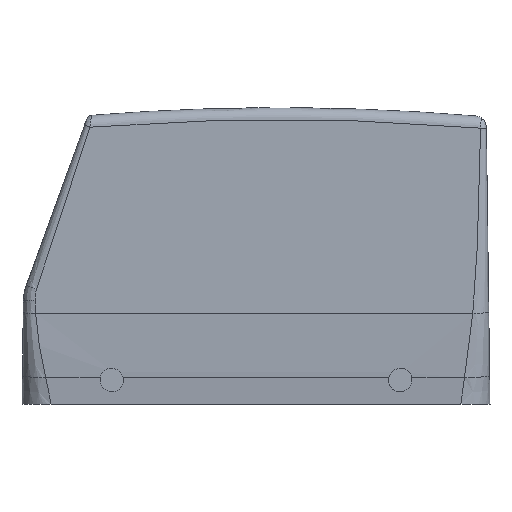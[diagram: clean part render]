
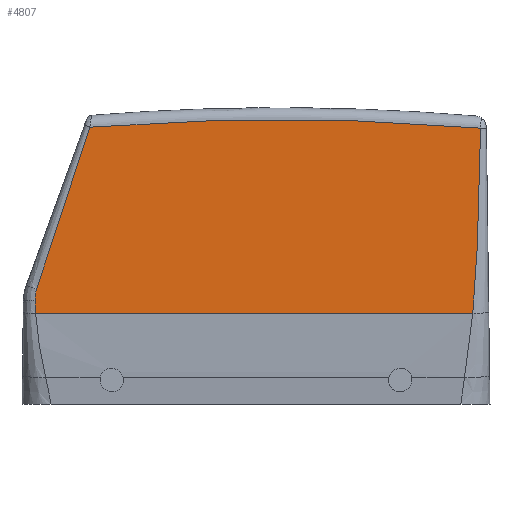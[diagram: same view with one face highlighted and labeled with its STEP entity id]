
A CAD part, left-side view. The second image highlights one B-rep face of the part: STEP entity #4807.
In plain terms, the highlighted planar face has unit normal (-1, 0, 0).
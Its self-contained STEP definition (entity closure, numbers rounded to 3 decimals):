
#4736=AXIS2_PLACEMENT_3D('Circle Axis2P3D',#4734,#4735,$) ;
#4764=AXIS2_PLACEMENT_3D('Plane Axis2P3D',#4761,#4762,#4763) ;
#3040=CARTESIAN_POINT('Vertex',(6.75,2.422,70.768)) ;
#3339=CARTESIAN_POINT('Vertex',(6.75,4.416,23.338)) ;
#3343=CARTESIAN_POINT('Control Point',(6.75,2.422,70.768)) ;
#3344=CARTESIAN_POINT('Control Point',(6.75,2.424,70.65)) ;
#3345=CARTESIAN_POINT('Control Point',(6.75,2.426,70.525)) ;
#3346=CARTESIAN_POINT('Control Point',(6.75,2.43,70.267)) ;
#3347=CARTESIAN_POINT('Control Point',(6.75,2.435,70.)) ;
#3348=CARTESIAN_POINT('Control Point',(6.75,2.439,69.732)) ;
#3349=CARTESIAN_POINT('Control Point',(6.75,2.442,69.583)) ;
#3350=CARTESIAN_POINT('Control Point',(6.75,2.449,69.135)) ;
#3351=CARTESIAN_POINT('Control Point',(6.75,2.457,68.688)) ;
#3352=CARTESIAN_POINT('Control Point',(6.75,2.462,68.389)) ;
#3353=CARTESIAN_POINT('Control Point',(6.75,2.477,67.494)) ;
#3354=CARTESIAN_POINT('Control Point',(6.75,2.494,66.599)) ;
#3355=CARTESIAN_POINT('Control Point',(6.75,2.505,66.002)) ;
#3356=CARTESIAN_POINT('Control Point',(6.75,2.539,64.212)) ;
#3357=CARTESIAN_POINT('Control Point',(6.75,2.577,62.423)) ;
#3358=CARTESIAN_POINT('Control Point',(6.75,2.603,61.23)) ;
#3359=CARTESIAN_POINT('Control Point',(6.75,2.683,57.853)) ;
#3360=CARTESIAN_POINT('Control Point',(6.75,2.774,54.477)) ;
#3361=CARTESIAN_POINT('Control Point',(6.75,2.838,52.294)) ;
#3362=CARTESIAN_POINT('Control Point',(6.75,2.974,47.929)) ;
#3363=CARTESIAN_POINT('Control Point',(6.75,3.131,43.565)) ;
#3364=CARTESIAN_POINT('Control Point',(6.75,3.215,41.383)) ;
#3365=CARTESIAN_POINT('Control Point',(6.75,3.35,38.204)) ;
#3366=CARTESIAN_POINT('Control Point',(6.75,3.512,35.025)) ;
#3367=CARTESIAN_POINT('Control Point',(6.75,3.566,34.046)) ;
#3368=CARTESIAN_POINT('Control Point',(6.75,3.727,31.305)) ;
#3369=CARTESIAN_POINT('Control Point',(6.75,3.927,28.564)) ;
#3370=CARTESIAN_POINT('Control Point',(6.75,4.072,26.822)) ;
#3371=CARTESIAN_POINT('Control Point',(6.75,4.236,25.08)) ;
#3372=CARTESIAN_POINT('Control Point',(6.75,4.416,23.338)) ;
#3472=CARTESIAN_POINT('Line Origine',(6.75,59.368,23.338)) ;
#3476=CARTESIAN_POINT('Vertex',(6.75,116.502,23.338)) ;
#3750=CARTESIAN_POINT('Control Point',(6.75,116.653,26.461)) ;
#3751=CARTESIAN_POINT('Control Point',(6.75,116.628,25.837)) ;
#3752=CARTESIAN_POINT('Control Point',(6.75,116.602,25.212)) ;
#3753=CARTESIAN_POINT('Control Point',(6.75,116.573,24.588)) ;
#3754=CARTESIAN_POINT('Control Point',(6.75,116.54,23.964)) ;
#3755=CARTESIAN_POINT('Control Point',(6.75,116.502,23.338)) ;
#3756=CARTESIAN_POINT('Vertex',(6.75,116.653,26.461)) ;
#4731=CARTESIAN_POINT('Vertex',(6.75,102.578,71.02)) ;
#4734=CARTESIAN_POINT('Axis2P3D Location',(6.75,54.,-524.)) ;
#4761=CARTESIAN_POINT('Axis2P3D Location',(6.75,-101.926,-53.43)) ;
#4767=CARTESIAN_POINT('Control Point',(6.75,102.578,71.02)) ;
#4768=CARTESIAN_POINT('Control Point',(6.75,102.614,70.917)) ;
#4769=CARTESIAN_POINT('Control Point',(6.75,102.65,70.814)) ;
#4770=CARTESIAN_POINT('Control Point',(6.75,102.685,70.711)) ;
#4771=CARTESIAN_POINT('Control Point',(6.75,102.757,70.504)) ;
#4772=CARTESIAN_POINT('Control Point',(6.75,102.829,70.297)) ;
#4773=CARTESIAN_POINT('Control Point',(6.75,102.865,70.193)) ;
#4774=CARTESIAN_POINT('Control Point',(6.75,103.402,68.642)) ;
#4775=CARTESIAN_POINT('Control Point',(6.75,103.938,67.089)) ;
#4776=CARTESIAN_POINT('Control Point',(6.75,104.436,65.639)) ;
#4777=CARTESIAN_POINT('Control Point',(6.75,105.501,62.526)) ;
#4778=CARTESIAN_POINT('Control Point',(6.75,106.557,59.407)) ;
#4779=CARTESIAN_POINT('Control Point',(6.75,107.11,57.764)) ;
#4780=CARTESIAN_POINT('Control Point',(6.75,109.179,51.582)) ;
#4781=CARTESIAN_POINT('Control Point',(6.75,111.207,45.403)) ;
#4782=CARTESIAN_POINT('Control Point',(6.75,112.671,40.894)) ;
#4783=CARTESIAN_POINT('Control Point',(6.75,114.285,35.896)) ;
#4784=CARTESIAN_POINT('Control Point',(6.75,115.861,30.891)) ;
#4785=CARTESIAN_POINT('Control Point',(6.75,116.007,30.424)) ;
#4786=CARTESIAN_POINT('Control Point',(6.75,116.153,29.957)) ;
#4787=CARTESIAN_POINT('Control Point',(6.75,116.299,29.489)) ;
#4788=CARTESIAN_POINT('Vertex',(6.75,116.299,29.489)) ;
#4792=CARTESIAN_POINT('Control Point',(6.75,116.299,29.489)) ;
#4793=CARTESIAN_POINT('Control Point',(6.75,116.474,28.9)) ;
#4794=CARTESIAN_POINT('Control Point',(6.75,116.599,28.295)) ;
#4795=CARTESIAN_POINT('Control Point',(6.75,116.671,27.683)) ;
#4796=CARTESIAN_POINT('Control Point',(6.75,116.689,27.069)) ;
#4797=CARTESIAN_POINT('Control Point',(6.75,116.653,26.461)) ;
#3473=DIRECTION('Vector Direction',(0.,-1.,0.)) ;
#4735=DIRECTION('Axis2P3D Direction',(-1.,0.,0.)) ;
#4762=DIRECTION('Axis2P3D Direction',(-1.,0.,0.)) ;
#4763=DIRECTION('Axis2P3D XDirection',(0.,-0.317,0.949)) ;
#3474=VECTOR('Line Direction',#3473,1.) ;
#4800=ORIENTED_EDGE('',*,*,#4738,.T.) ;
#4801=ORIENTED_EDGE('',*,*,#4790,.F.) ;
#4802=ORIENTED_EDGE('',*,*,#4798,.F.) ;
#4803=ORIENTED_EDGE('',*,*,#3758,.F.) ;
#4804=ORIENTED_EDGE('',*,*,#3478,.T.) ;
#4805=ORIENTED_EDGE('',*,*,#3373,.T.) ;
#4807=ADVANCED_FACE('Hood',(#4806),#4765,.T.) ;
#3342=B_SPLINE_CURVE_WITH_KNOTS('',5,(#3343,#3344,#3345,#3346,#3347,#3348,#3349,#3350,#3351,#3352,#3353,#3354,#3355,#3356,#3357,#3358,#3359,#3360,#3361,#3362,#3363,#3364,#3365,#3366,#3367,#3368,#3369,#3370,#3371,#3372),.UNSPECIFIED.,.F.,.U.,(6,3,3,3,3,3,3,3,3,6),(7.76,8.352,9.098,10.592,13.579,19.553,30.498,41.443,46.451,55.207),.UNSPECIFIED.) ;
#3749=B_SPLINE_CURVE_WITH_KNOTS('',5,(#3750,#3751,#3752,#3753,#3754,#3755),.UNSPECIFIED.,.F.,.U.,(6,6),(86.846,89.97),.UNSPECIFIED.) ;
#4766=B_SPLINE_CURVE_WITH_KNOTS('',5,(#4767,#4768,#4769,#4770,#4771,#4772,#4773,#4774,#4775,#4776,#4777,#4778,#4779,#4780,#4781,#4782,#4783,#4784,#4785,#4786,#4787),.UNSPECIFIED.,.F.,.U.,(6,3,3,3,3,3,6),(0.,0.774,1.548,12.38,24.795,58.432,61.892),.UNSPECIFIED.) ;
#4791=B_SPLINE_CURVE_WITH_KNOTS('',5,(#4792,#4793,#4794,#4795,#4796,#4797),.UNSPECIFIED.,.F.,.U.,(6,6),(0.,4.339),.UNSPECIFIED.) ;
#4737=CIRCLE('generated circle',#4736,597.) ;
#3373=EDGE_CURVE('',#3340,#3041,#3342,.F.) ;
#3478=EDGE_CURVE('',#3477,#3340,#3475,.T.) ;
#3758=EDGE_CURVE('',#3477,#3757,#3749,.F.) ;
#4738=EDGE_CURVE('',#3041,#4732,#4737,.T.) ;
#4790=EDGE_CURVE('',#4789,#4732,#4766,.F.) ;
#4798=EDGE_CURVE('',#3757,#4789,#4791,.F.) ;
#4799=EDGE_LOOP('',(#4800,#4801,#4802,#4803,#4804,#4805)) ;
#4806=FACE_OUTER_BOUND('',#4799,.T.) ;
#3475=LINE('Line',#3472,#3474) ;
#4765=PLANE('',#4764) ;
#3041=VERTEX_POINT('',#3040) ;
#3340=VERTEX_POINT('',#3339) ;
#3477=VERTEX_POINT('',#3476) ;
#3757=VERTEX_POINT('',#3756) ;
#4732=VERTEX_POINT('',#4731) ;
#4789=VERTEX_POINT('',#4788) ;
